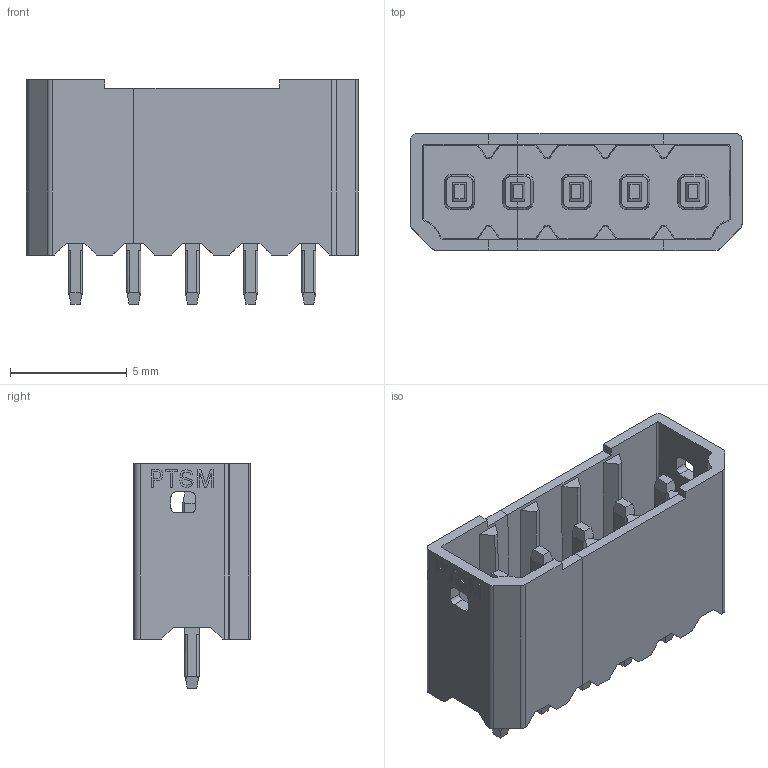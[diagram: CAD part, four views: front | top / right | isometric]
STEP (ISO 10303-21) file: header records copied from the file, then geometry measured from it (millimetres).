
FILE_DESCRIPTION(('STEP AP214'),'1');
FILE_NAME('cctmp_AA69EED3-CE94-4CF7-B393-DE455C494F07_2023_08_02_10_52_47_0751_6848..stp','2023-08-02T10:52:48',('PHOENIX CONTACT Deutschland GmbH'),('CADClick - www.CADClick.com'),'Spatial InterOp 3D',' ','unknown authorization');
FILE_SCHEMA(('AUTOMOTIVE_DESIGN'));
Length unit declared in the file: millimetre
Products named in the file (7): 2023_08_02_10_52_47_0454; 2023_08_02_10_52_47_0751; 2023_08_02_10_52_47_0736; 2023_08_02_10_52_47_0720; 2023_08_02_10_52_47_0704; 2023_08_02_10_52_47_0689; 2023_08_02_10_52_47_0658
Assembly tree (6 placements, depth 2):
  2023_08_02_10_52_47_0454
    2023_08_02_10_52_47_0751
    2023_08_02_10_52_47_0736
    2023_08_02_10_52_47_0720
    2023_08_02_10_52_47_0704
    2023_08_02_10_52_47_0689
    2023_08_02_10_52_47_0658
Bounding box: 14.22 x 5 x 9.6 mm (x, y, z)
Volume: 262 mm3; surface area: 827.5 mm2
Topology: 7 solids, 7 shells, 772 faces, 2234 edges, 1485 vertices
Faces by surface type: plane 596, cylinder 132, cone 44
Entity records: 52486 total; most frequent: CARTESIAN_POINT 8530, ORIENTED_EDGE 4468, STYLED_ITEM 4255, PRESENTATION_STYLE_ASSIGNMENT 4255, COLOUR_RGB 4255, DIRECTION 3816, EDGE_CURVE 2234, CURVE_STYLE 2153
